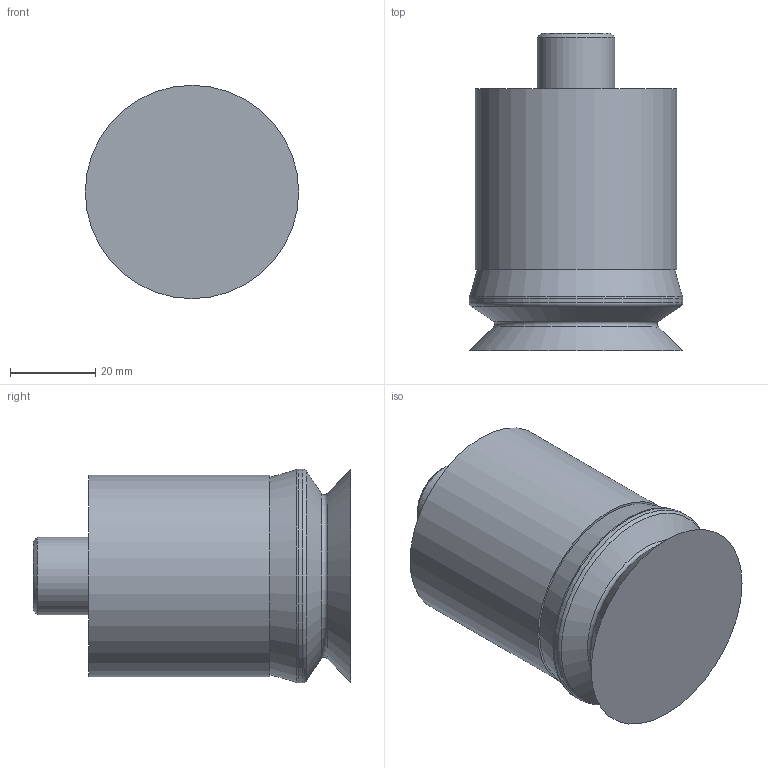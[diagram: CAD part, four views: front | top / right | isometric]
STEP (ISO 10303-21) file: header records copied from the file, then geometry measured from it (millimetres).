
FILE_DESCRIPTION(/* description */ (''),/* implementation_level */ '2;1');
FILE_NAME(/* name */ 'vfsc45nit_rac20r3-8mlg45.stp',/* time_stamp */ '2021-05-06T15:19:44+02:00',/* author */ ('enginyeria'),/* organization */ (''),/* preprocessor_version */ 'ST-DEVELOPER v17.2',/* originating_system */ 'Autodesk Inventor 2019',/* authorisation */ '');
FILE_SCHEMA (('CONFIG_CONTROL_DESIGN'));
Length unit declared in the file: millimetre
Products named in the file (1): vfsc45nit_rac20r3-8mlg45
Bounding box: 50 x 74.46 x 50 mm (x, y, z)
Volume: 108481.1 mm3; surface area: 14606.8 mm2
Topology: 1 solids, 1 shells, 17 faces, 49 edges, 37 vertices
Faces by surface type: cone 5, plane 5, cylinder 4, torus 3
Full cylindrical faces by diameter (mm): 11 x1, 18.111 x1, 47.283 x1, 50 x1
Entity records: 674 total; most frequent: DIRECTION 125, CARTESIAN_POINT 104, ORIENTED_EDGE 98, AXIS2_PLACEMENT_3D 58, EDGE_CURVE 49, CIRCLE 40, VERTEX_POINT 37, EDGE_LOOP 20
